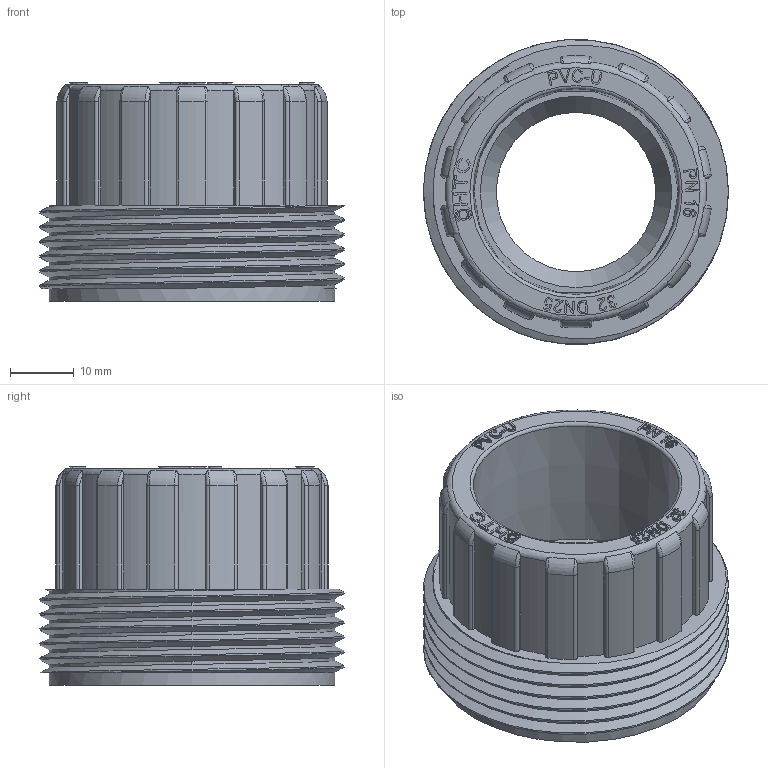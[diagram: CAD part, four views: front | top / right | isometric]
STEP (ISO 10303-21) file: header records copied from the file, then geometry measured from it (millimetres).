
FILE_DESCRIPTION(/* description */ (''),/* implementation_level */ '2;1');
FILE_NAME(/* name */ 'AF0600.SKM.032.step',/* time_stamp */ '2026-01-07T08:08:58+01:00',/* author */ (''),/* organization */ (''),/* preprocessor_version */ 'ST-DEVELOPER v20.1',/* originating_system */ 'Autodesk Translation Framework v14.21.0.0',/* authorisation */ '');
FILE_SCHEMA (('AUTOMOTIVE_DESIGN { 1 0 10303 214 3 1 1 }'));
Length unit declared in the file: millimetre
Products named in the file (1): 2026-01-07-06-16-12-234
Bounding box: 47.8 x 47.71 x 34.3 mm (x, y, z)
Volume: 25744.3 mm3; surface area: 12381.8 mm2
Topology: 1 solids, 1 shells, 878 faces, 2509 edges, 1663 vertices
Faces by surface type: plane 741, cylinder 79, bspline 40, torus 16, cone 2
Full cylindrical faces by diameter (mm): 1.308 x1, 1.744 x1, 25 x1, 31 x1, 38 x1, 44.845 x6, 47.803 x5
Entity records: 32614 total; most frequent: CARTESIAN_POINT 9947, ORIENTED_EDGE 5018, DIRECTION 4184, EDGE_CURVE 2509, LINE 2186, VECTOR 2186, VERTEX_POINT 1663, AXIS2_PLACEMENT_3D 999
